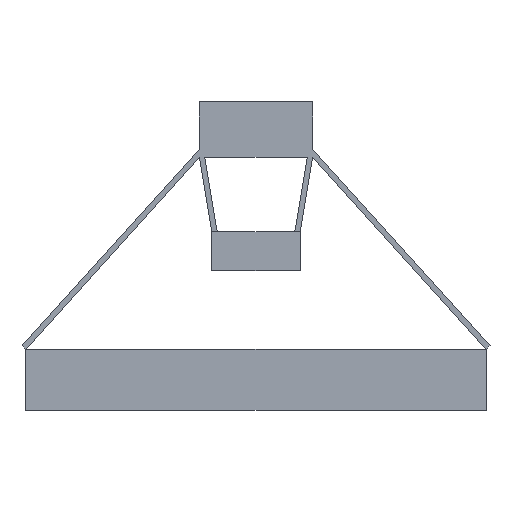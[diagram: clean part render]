
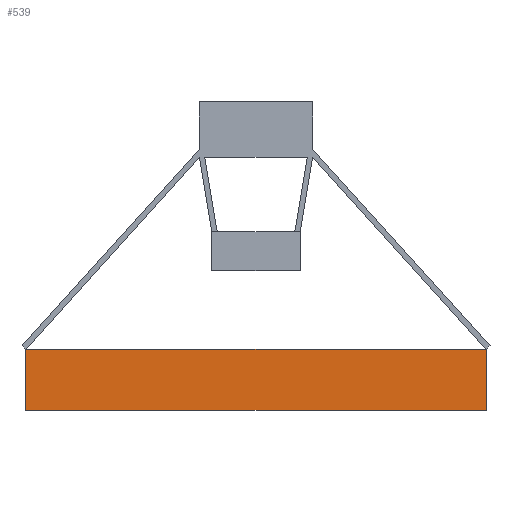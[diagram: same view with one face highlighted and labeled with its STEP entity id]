
A CAD part, top view. The second image highlights one B-rep face of the part: STEP entity #539.
In plain terms, the highlighted planar face has unit normal (0, 0, 1).
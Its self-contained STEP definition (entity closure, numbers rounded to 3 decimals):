
#41=FACE_OUTER_BOUND('',#71,.T.);
#71=EDGE_LOOP('',(#455,#456,#457,#458));
#129=LINE('',#833,#201);
#132=LINE('',#839,#204);
#135=LINE('',#845,#207);
#138=LINE('',#849,#210);
#201=VECTOR('',#683,10.);
#204=VECTOR('',#688,10.);
#207=VECTOR('',#693,10.);
#210=VECTOR('',#698,10.);
#257=VERTEX_POINT('',#830);
#258=VERTEX_POINT('',#832);
#260=VERTEX_POINT('',#838);
#262=VERTEX_POINT('',#844);
#321=EDGE_CURVE('',#258,#257,#129,.T.);
#324=EDGE_CURVE('',#260,#258,#132,.T.);
#327=EDGE_CURVE('',#262,#260,#135,.T.);
#330=EDGE_CURVE('',#257,#262,#138,.T.);
#455=ORIENTED_EDGE('',*,*,#330,.T.);
#456=ORIENTED_EDGE('',*,*,#327,.T.);
#457=ORIENTED_EDGE('',*,*,#324,.T.);
#458=ORIENTED_EDGE('',*,*,#321,.T.);
#509=PLANE('',#585);
#539=ADVANCED_FACE('',(#41),#509,.T.);
#585=AXIS2_PLACEMENT_3D('',#850,#699,#700);
#683=DIRECTION('',(0.,-1.,0.));
#688=DIRECTION('',(-1.,0.,0.));
#693=DIRECTION('',(0.,1.,0.));
#698=DIRECTION('',(1.,0.,0.));
#699=DIRECTION('center_axis',(0.,0.,1.));
#700=DIRECTION('ref_axis',(1.,0.,0.));
#830=CARTESIAN_POINT('',(-43.447,-11.482,10.));
#832=CARTESIAN_POINT('',(-43.447,0.,10.));
#833=CARTESIAN_POINT('',(-43.447,-11.482,10.));
#838=CARTESIAN_POINT('',(43.447,0.,10.));
#839=CARTESIAN_POINT('',(-43.447,0.,10.));
#844=CARTESIAN_POINT('',(43.447,-11.482,10.));
#845=CARTESIAN_POINT('',(43.447,0.,10.));
#849=CARTESIAN_POINT('',(43.447,-11.482,10.));
#850=CARTESIAN_POINT('Origin',(0.,-5.741,10.));
